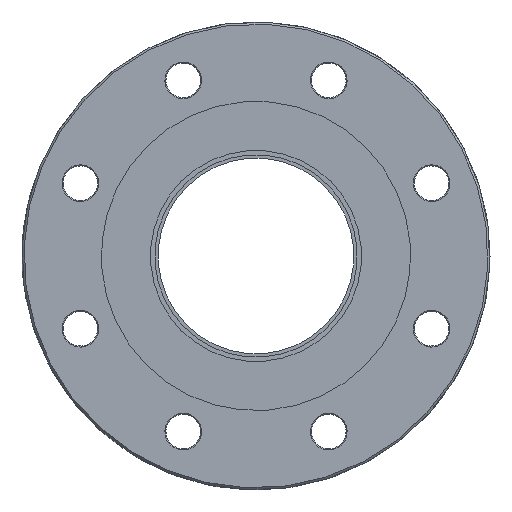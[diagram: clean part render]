
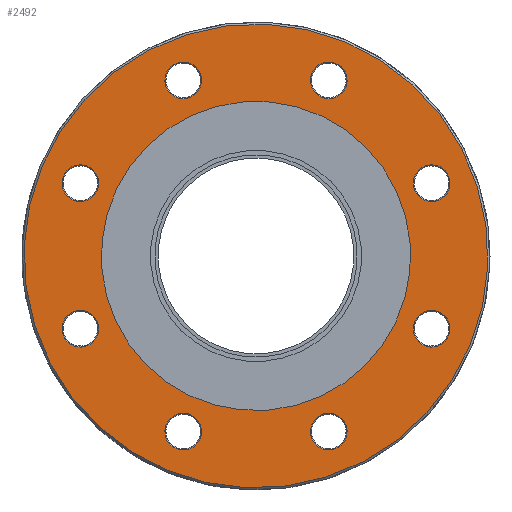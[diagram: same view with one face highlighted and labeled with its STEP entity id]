
A CAD part, front view. The second image highlights one B-rep face of the part: STEP entity #2492.
In plain terms, the highlighted planar face has unit normal (0, -1, 0).
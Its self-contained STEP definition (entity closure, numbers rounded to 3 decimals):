
#562=FACE_BOUND('',#750,.T.);
#563=FACE_BOUND('',#751,.T.);
#564=FACE_BOUND('',#752,.T.);
#565=FACE_BOUND('',#753,.T.);
#566=FACE_BOUND('',#754,.T.);
#567=FACE_BOUND('',#755,.T.);
#568=FACE_BOUND('',#756,.T.);
#569=FACE_BOUND('',#757,.T.);
#570=FACE_BOUND('',#758,.T.);
#601=FACE_OUTER_BOUND('',#749,.T.);
#749=EDGE_LOOP('',(#1720));
#750=EDGE_LOOP('',(#1721));
#751=EDGE_LOOP('',(#1722));
#752=EDGE_LOOP('',(#1723));
#753=EDGE_LOOP('',(#1724));
#754=EDGE_LOOP('',(#1725));
#755=EDGE_LOOP('',(#1726));
#756=EDGE_LOOP('',(#1727));
#757=EDGE_LOOP('',(#1728));
#758=EDGE_LOOP('',(#1729));
#928=CIRCLE('',#2735,25.4);
#932=CIRCLE('',#2740,56.25);
#933=CIRCLE('',#2742,4.45);
#934=CIRCLE('',#2743,4.45);
#935=CIRCLE('',#2744,4.45);
#936=CIRCLE('',#2745,4.45);
#937=CIRCLE('',#2746,4.45);
#938=CIRCLE('',#2747,4.45);
#939=CIRCLE('',#2748,4.45);
#940=CIRCLE('',#2749,4.45);
#1035=VERTEX_POINT('',#3511);
#1039=VERTEX_POINT('',#3521);
#1040=VERTEX_POINT('',#3525);
#1041=VERTEX_POINT('',#3527);
#1042=VERTEX_POINT('',#3529);
#1043=VERTEX_POINT('',#3531);
#1044=VERTEX_POINT('',#3533);
#1045=VERTEX_POINT('',#3535);
#1046=VERTEX_POINT('',#3537);
#1047=VERTEX_POINT('',#3539);
#1300=EDGE_CURVE('',#1035,#1035,#928,.T.);
#1306=EDGE_CURVE('',#1039,#1039,#932,.T.);
#1307=EDGE_CURVE('',#1040,#1040,#933,.T.);
#1308=EDGE_CURVE('',#1041,#1041,#934,.T.);
#1309=EDGE_CURVE('',#1042,#1042,#935,.T.);
#1310=EDGE_CURVE('',#1043,#1043,#936,.T.);
#1311=EDGE_CURVE('',#1044,#1044,#937,.T.);
#1312=EDGE_CURVE('',#1045,#1045,#938,.T.);
#1313=EDGE_CURVE('',#1046,#1046,#939,.T.);
#1314=EDGE_CURVE('',#1047,#1047,#940,.T.);
#1720=ORIENTED_EDGE('',*,*,#1306,.F.);
#1721=ORIENTED_EDGE('',*,*,#1300,.T.);
#1722=ORIENTED_EDGE('',*,*,#1307,.F.);
#1723=ORIENTED_EDGE('',*,*,#1308,.F.);
#1724=ORIENTED_EDGE('',*,*,#1309,.F.);
#1725=ORIENTED_EDGE('',*,*,#1310,.F.);
#1726=ORIENTED_EDGE('',*,*,#1311,.F.);
#1727=ORIENTED_EDGE('',*,*,#1312,.F.);
#1728=ORIENTED_EDGE('',*,*,#1313,.F.);
#1729=ORIENTED_EDGE('',*,*,#1314,.F.);
#2445=PLANE('',#2741);
#2492=ADVANCED_FACE('',(#601,#562,#563,#564,#565,#566,#567,#568,#569,#570),
#2445,.T.);
#2735=AXIS2_PLACEMENT_3D('',#3512,#2976,#2977);
#2740=AXIS2_PLACEMENT_3D('',#3523,#2988,#2989);
#2741=AXIS2_PLACEMENT_3D('',#3524,#2990,#2991);
#2742=AXIS2_PLACEMENT_3D('',#3526,#2992,#2993);
#2743=AXIS2_PLACEMENT_3D('',#3528,#2994,#2995);
#2744=AXIS2_PLACEMENT_3D('',#3530,#2996,#2997);
#2745=AXIS2_PLACEMENT_3D('',#3532,#2998,#2999);
#2746=AXIS2_PLACEMENT_3D('',#3534,#3000,#3001);
#2747=AXIS2_PLACEMENT_3D('',#3536,#3002,#3003);
#2748=AXIS2_PLACEMENT_3D('',#3538,#3004,#3005);
#2749=AXIS2_PLACEMENT_3D('',#3540,#3006,#3007);
#2976=DIRECTION('center_axis',(0.,1.,0.));
#2977=DIRECTION('ref_axis',(0.924,0.,0.383));
#2988=DIRECTION('center_axis',(0.,1.,0.));
#2989=DIRECTION('ref_axis',(1.,0.,0.));
#2990=DIRECTION('center_axis',(0.,-1.,0.));
#2991=DIRECTION('ref_axis',(0.,0.,
-1.));
#2992=DIRECTION('center_axis',(0.,-1.,0.));
#2993=DIRECTION('ref_axis',(0.707,0.,0.707));
#2994=DIRECTION('center_axis',(0.,-1.,0.));
#2995=DIRECTION('ref_axis',(-0.707,0.,0.707));
#2996=DIRECTION('center_axis',(0.,-1.,0.));
#2997=DIRECTION('ref_axis',(-0.707,0.,-0.707));
#2998=DIRECTION('center_axis',(0.,-1.,0.));
#2999=DIRECTION('ref_axis',(0.707,0.,-0.707));
#3000=DIRECTION('center_axis',(0.,-1.,0.));
#3001=DIRECTION('ref_axis',(1.,0.,0.));
#3002=DIRECTION('center_axis',(0.,-1.,0.));
#3003=DIRECTION('ref_axis',(0.,0.,
-1.));
#3004=DIRECTION('center_axis',(0.,-1.,0.));
#3005=DIRECTION('ref_axis',(-1.,0.,0.));
#3006=DIRECTION('center_axis',(0.,-1.,0.));
#3007=DIRECTION('ref_axis',(0.,0.,
1.));
#3511=CARTESIAN_POINT('',(-23.467,0.,-9.72));
#3512=CARTESIAN_POINT('Origin',(0.,0.,0.));
#3521=CARTESIAN_POINT('',(-56.25,0.,0.));
#3523=CARTESIAN_POINT('Origin',(0.,0.,0.));
#3524=CARTESIAN_POINT('Origin',(-56.75,0.,0.));
#3525=CARTESIAN_POINT('',(29.451,0.,-35.744));
#3526=CARTESIAN_POINT('Origin',(32.598,0.,-32.598));
#3527=CARTESIAN_POINT('',(35.744,0.,29.451));
#3528=CARTESIAN_POINT('Origin',(32.598,0.,32.598));
#3529=CARTESIAN_POINT('',(-29.451,0.,35.744));
#3530=CARTESIAN_POINT('Origin',(-32.598,0.,32.598));
#3531=CARTESIAN_POINT('',(-35.744,0.,-29.451));
#3532=CARTESIAN_POINT('Origin',(-32.598,0.,-32.598));
#3533=CARTESIAN_POINT('',(-4.45,0.,-46.1));
#3534=CARTESIAN_POINT('Origin',(0.,0.,-46.1));
#3535=CARTESIAN_POINT('',(-46.1,0.,4.45));
#3536=CARTESIAN_POINT('Origin',(-46.1,0.,0.));
#3537=CARTESIAN_POINT('',(4.45,0.,46.1));
#3538=CARTESIAN_POINT('Origin',(0.,0.,46.1));
#3539=CARTESIAN_POINT('',(46.1,0.,-4.45));
#3540=CARTESIAN_POINT('Origin',(46.1,0.,0.));
